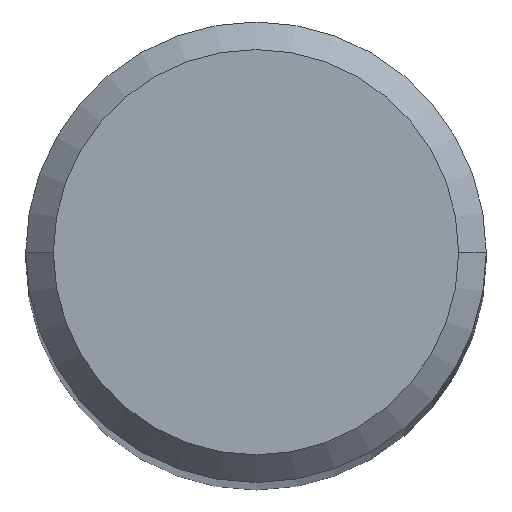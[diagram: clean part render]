
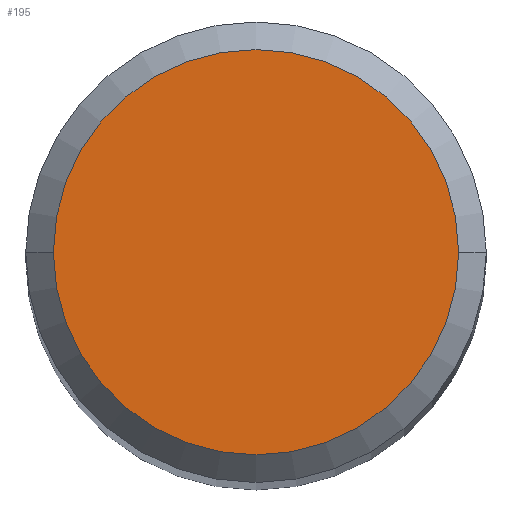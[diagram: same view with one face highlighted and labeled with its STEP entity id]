
A CAD part, top view. The second image highlights one B-rep face of the part: STEP entity #195.
In plain terms, the highlighted planar face has unit normal (0, 0, 1).
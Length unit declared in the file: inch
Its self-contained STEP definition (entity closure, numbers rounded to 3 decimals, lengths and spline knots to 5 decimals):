
#2 = DIRECTION ( 'NONE',  ( 0., 0., 1. ) ) ;
#17 = DIRECTION ( 'NONE',  ( 1., 0., 0. ) ) ;
#21 = CIRCLE ( 'NONE', #98, 0.11 ) ;
#28 = PLANE ( 'NONE',  #136 ) ;
#54 = ORIENTED_EDGE ( 'NONE', *, *, #128, .T. ) ;
#57 = EDGE_CURVE ( 'NONE', #58, #59, #220, .T. ) ;
#58 = VERTEX_POINT ( 'NONE', #182 ) ;
#59 = VERTEX_POINT ( 'NONE', #61 ) ;
#60 = DIRECTION ( 'NONE',  ( 1., 0., 0. ) ) ;
#61 = CARTESIAN_POINT ( 'NONE',  ( 0.11, 0., 2.5 ) ) ;
#79 = DIRECTION ( 'NONE',  ( 1., 0., 0. ) ) ;
#96 = CARTESIAN_POINT ( 'NONE',  ( 0., 0., 2.5 ) ) ;
#98 = AXIS2_PLACEMENT_3D ( 'NONE', #180, #240, #60 ) ;
#113 = AXIS2_PLACEMENT_3D ( 'NONE', #233, #199, #17 ) ;
#128 = EDGE_CURVE ( 'NONE', #59, #58, #21, .T. ) ;
#134 = EDGE_LOOP ( 'NONE', ( #246, #54 ) ) ;
#136 = AXIS2_PLACEMENT_3D ( 'NONE', #96, #2, #79 ) ;
#176 = FACE_OUTER_BOUND ( 'NONE', #134, .T. ) ;
#180 = CARTESIAN_POINT ( 'NONE',  ( 0., 0., 2.5 ) ) ;
#182 = CARTESIAN_POINT ( 'NONE',  ( -0.11, 0., 2.5 ) ) ;
#195 = ADVANCED_FACE ( 'NONE', ( #176 ), #28, .T. ) ;
#199 = DIRECTION ( 'NONE',  ( 0., 0., 1. ) ) ;
#220 = CIRCLE ( 'NONE', #113, 0.11 ) ;
#233 = CARTESIAN_POINT ( 'NONE',  ( 0., 0., 2.5 ) ) ;
#240 = DIRECTION ( 'NONE',  ( 0., 0., 1. ) ) ;
#246 = ORIENTED_EDGE ( 'NONE', *, *, #57, .T. ) ;
